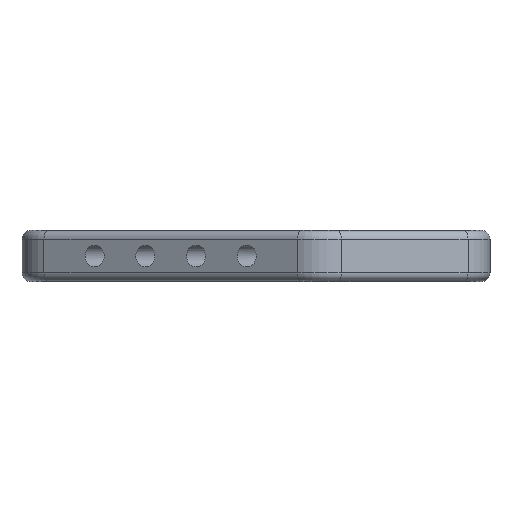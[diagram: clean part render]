
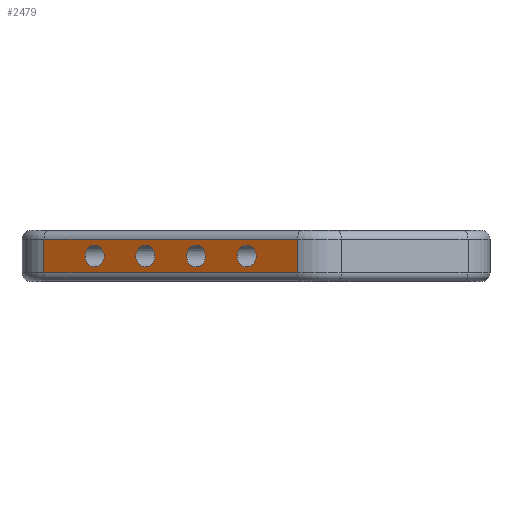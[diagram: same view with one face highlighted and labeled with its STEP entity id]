
A CAD part, left-side view. The second image highlights one B-rep face of the part: STEP entity #2479.
In plain terms, the highlighted planar face has unit normal (-0.866, 0.5, 0).
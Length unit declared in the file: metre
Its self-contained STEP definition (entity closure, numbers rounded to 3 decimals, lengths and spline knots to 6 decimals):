
#118=LINE('',#4355,#208);
#119=LINE('',#4358,#209);
#120=LINE('',#4360,#210);
#121=LINE('',#4362,#211);
#208=VECTOR('',#3435,1.);
#209=VECTOR('',#3436,1.);
#210=VECTOR('',#3437,1.);
#211=VECTOR('',#3438,1.);
#255=PLANE('',#2788);
#525=ORIENTED_EDGE('',*,*,#1153,.T.);
#526=ORIENTED_EDGE('',*,*,#1154,.T.);
#527=ORIENTED_EDGE('',*,*,#1155,.T.);
#528=ORIENTED_EDGE('',*,*,#1156,.F.);
#529=ORIENTED_EDGE('',*,*,#1157,.F.);
#530=ORIENTED_EDGE('',*,*,#1158,.F.);
#531=ORIENTED_EDGE('',*,*,#1159,.F.);
#532=ORIENTED_EDGE('',*,*,#1160,.F.);
#1153=EDGE_CURVE('',#1474,#1474,#1682,.T.);
#1154=EDGE_CURVE('',#1475,#1475,#1683,.T.);
#1155=EDGE_CURVE('',#1476,#1477,#118,.T.);
#1156=EDGE_CURVE('',#1478,#1477,#119,.T.);
#1157=EDGE_CURVE('',#1479,#1478,#120,.T.);
#1158=EDGE_CURVE('',#1476,#1479,#121,.F.);
#1159=EDGE_CURVE('',#1480,#1480,#1684,.T.);
#1160=EDGE_CURVE('',#1481,#1481,#1685,.T.);
#1474=VERTEX_POINT('',#4352);
#1475=VERTEX_POINT('',#4354);
#1476=VERTEX_POINT('',#4356);
#1477=VERTEX_POINT('',#4357);
#1478=VERTEX_POINT('',#4359);
#1479=VERTEX_POINT('',#4361);
#1480=VERTEX_POINT('',#4364);
#1481=VERTEX_POINT('',#4366);
#1682=CIRCLE('',#2789,0.0015);
#1683=CIRCLE('',#2790,0.0015);
#1684=CIRCLE('',#2791,0.0015);
#1685=CIRCLE('',#2792,0.0015);
#1898=EDGE_LOOP('',(#525));
#1899=EDGE_LOOP('',(#526));
#1900=EDGE_LOOP('',(#527,#528,#529,#530));
#1901=EDGE_LOOP('',(#531));
#1902=EDGE_LOOP('',(#532));
#2172=FACE_BOUND('',#1898,.T.);
#2173=FACE_BOUND('',#1899,.T.);
#2174=FACE_BOUND('',#1900,.T.);
#2175=FACE_BOUND('',#1901,.T.);
#2176=FACE_BOUND('',#1902,.T.);
#2479=ADVANCED_FACE('',(#2172,#2173,#2174,#2175,#2176),#255,.F.);
#2788=AXIS2_PLACEMENT_3D('',#4350,#3429,#3430);
#2789=AXIS2_PLACEMENT_3D('',#4351,#3431,#3432);
#2790=AXIS2_PLACEMENT_3D('',#4353,#3433,#3434);
#2791=AXIS2_PLACEMENT_3D('',#4363,#3439,#3440);
#2792=AXIS2_PLACEMENT_3D('',#4365,#3441,#3442);
#3429=DIRECTION('',(0.866,-0.5,0.));
#3430=DIRECTION('',(-0.5,-0.866,0.));
#3431=DIRECTION('',(0.866,-0.5,0.));
#3432=DIRECTION('',(0.5,0.866,0.));
#3433=DIRECTION('',(0.866,-0.5,0.));
#3434=DIRECTION('',(0.5,0.866,0.));
#3435=DIRECTION('',(0.,0.,-1.));
#3436=DIRECTION('',(0.5,0.866,0.));
#3437=DIRECTION('',(0.,0.,-1.));
#3438=DIRECTION('',(0.5,0.866,0.));
#3439=DIRECTION('',(-0.866,0.5,0.));
#3440=DIRECTION('',(-0.5,-0.866,0.));
#3441=DIRECTION('',(-0.866,0.5,0.));
#3442=DIRECTION('',(-0.5,-0.866,0.));
#4350=CARTESIAN_POINT('',(-0.020196,0.023207,0.007));
#4351=CARTESIAN_POINT('',(-0.019196,0.024939,0.0035));
#4352=CARTESIAN_POINT('',(-0.018446,0.026238,0.0035));
#4353=CARTESIAN_POINT('',(-0.023196,0.018011,0.0035));
#4354=CARTESIAN_POINT('',(-0.022446,0.01931,0.0035));
#4355=CARTESIAN_POINT('',(-0.015196,0.031868,0.007));
#4356=CARTESIAN_POINT('',(-0.015196,0.031868,0.0058));
#4357=CARTESIAN_POINT('',(-0.015196,0.031868,0.0012));
#4358=CARTESIAN_POINT('',(-0.020196,0.023207,0.0012));
#4359=CARTESIAN_POINT('',(-0.035196,-0.002774,0.0012));
#4360=CARTESIAN_POINT('',(-0.035196,-0.002774,0.007));
#4361=CARTESIAN_POINT('',(-0.035196,-0.002774,0.0058));
#4362=CARTESIAN_POINT('',(-0.025196,0.014547,0.0058));
#4363=CARTESIAN_POINT('',(-0.031196,0.004155,0.0035));
#4364=CARTESIAN_POINT('',(-0.031946,0.002856,0.0035));
#4365=CARTESIAN_POINT('',(-0.027196,0.011083,0.0035));
#4366=CARTESIAN_POINT('',(-0.027946,0.009784,0.0035));
